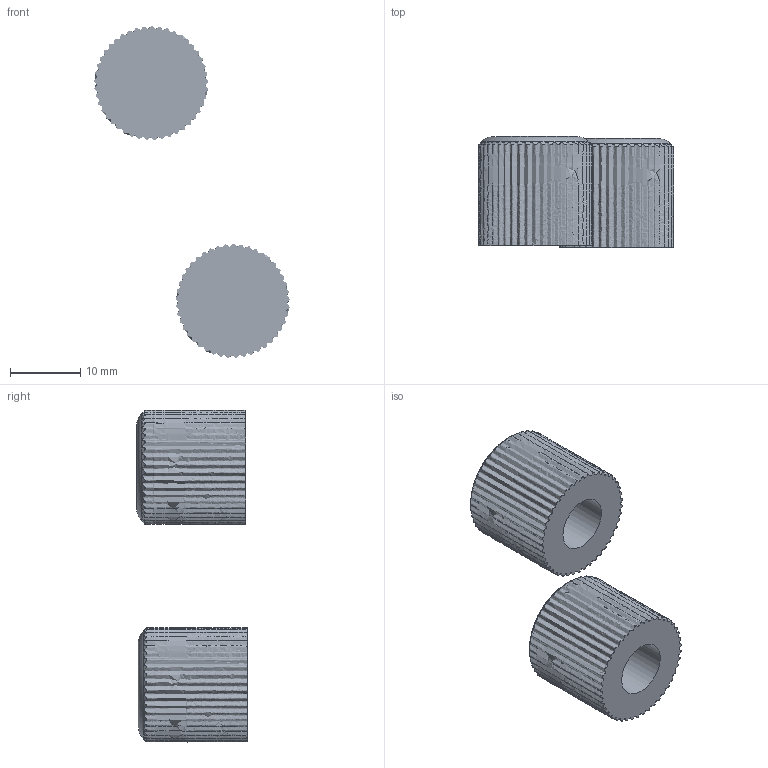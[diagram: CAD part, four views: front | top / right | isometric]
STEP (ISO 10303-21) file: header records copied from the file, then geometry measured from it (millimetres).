
FILE_DESCRIPTION(/* description */ ('KiCad electronic assembly'),/* implementation_level */ '2;1');
FILE_NAME(/* name */ 'Encoder Knobs.step',/* time_stamp */ '2026-02-23T20:43:36+01:00',/* author */ (''),/* organization */ (''),/* preprocessor_version */ 'ST-DEVELOPER v20.1',/* originating_system */ 'Autodesk Translation Framework v14.24.0.0',/* authorisation */ '');
FILE_SCHEMA (('AUTOMOTIVE_DESIGN { 1 0 10303 214 3 1 1 }'));
Length unit declared in the file: millimetre
Products named in the file (2): test 1; Document
Assembly tree (2 placements, depth 2):
  test 1
    Document  x2
Bounding box: 27.86 x 15.73 x 47.25 mm (x, y, z)
Volume: 5884.3 mm3; surface area: 3344.6 mm2
Topology: 2 solids, 2 shells, 20 faces, 36 edges, 24 vertices
Faces by surface type: plane 10, cylinder 4, bspline 2, cone 2, torus 2
Full cylindrical faces by diameter (mm): 7.75 x2
Entity records: 3846 total; most frequent: CARTESIAN_POINT 3588, DIRECTION 49, ORIENTED_EDGE 36, AXIS2_PLACEMENT_3D 21, EDGE_CURVE 18, EDGE_LOOP 12, VERTEX_POINT 12, FACE_OUTER_BOUND 10
